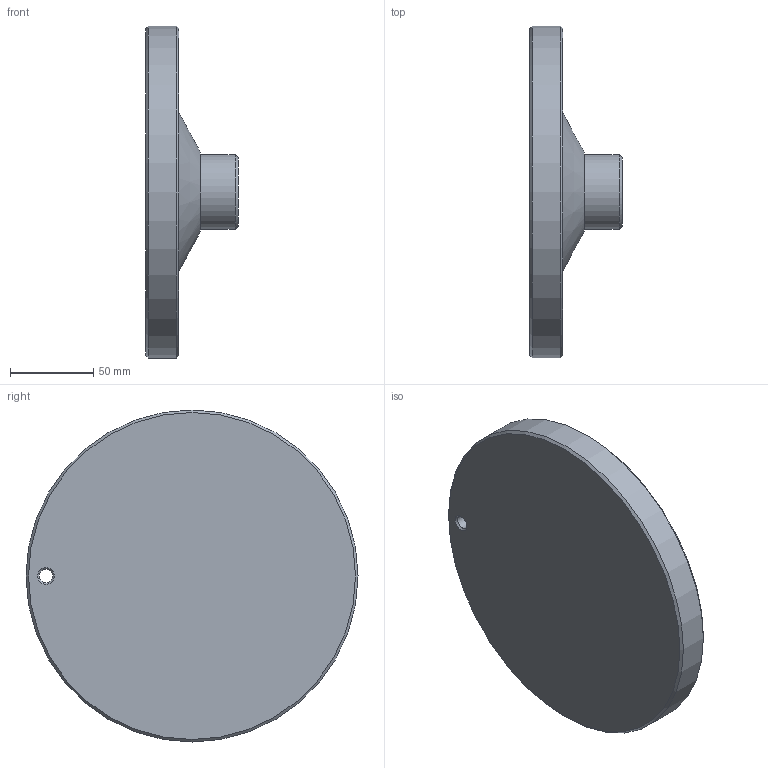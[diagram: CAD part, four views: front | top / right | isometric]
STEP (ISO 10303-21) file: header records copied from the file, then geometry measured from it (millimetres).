
FILE_DESCRIPTION(/* description */ (''),/* implementation_level */ '2;1');
FILE_NAME(/* name */ 'AH_200_N.dxf',/* time_stamp */ '2012-11-23T14:38:23+08:00',/* author */ (''),/* organization */ (''),/* preprocessor_version */ 'ST-DEVELOPER v9',/* originating_system */ 'UGS - NX 4.0',/* authorisation */ '');
FILE_SCHEMA (('AUTOMOTIVE_DESIGN { 1 0 10303 214 1 1 1 1 }'));
Length unit declared in the file: millimetre
Products named in the file (1): Admi4DF8xh3q
Bounding box: 56 x 200 x 200 mm (x, y, z)
Volume: 717074.8 mm3; surface area: 78489.4 mm2
Topology: 1 solids, 1 shells, 13 faces, 23 edges, 14 vertices
Faces by surface type: cone 6, plane 4, cylinder 3
Full cylindrical faces by diameter (mm): 8 x1, 45 x1, 200 x1
Entity records: 292 total; most frequent: DIRECTION 54, CARTESIAN_POINT 40, AXIS2_PLACEMENT_3D 27, EDGE_LOOP 26, ORIENTED_EDGE 26, FACE_BOUND 16, ADVANCED_FACE 13, VERTEX_POINT 13
